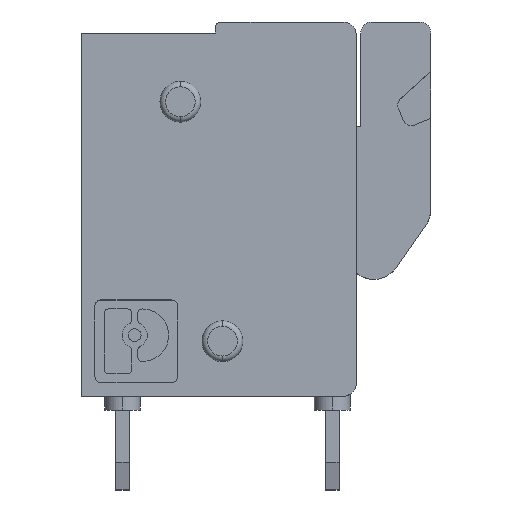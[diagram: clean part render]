
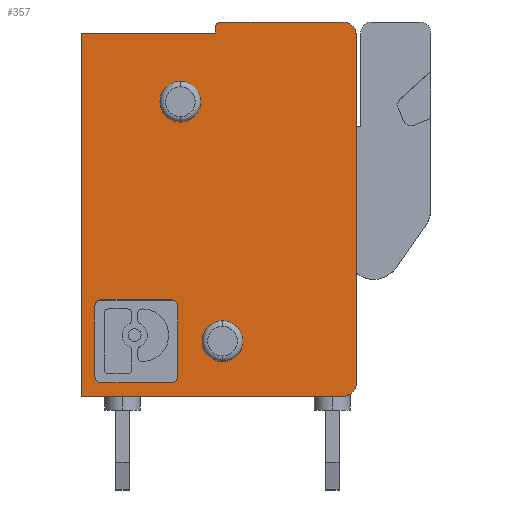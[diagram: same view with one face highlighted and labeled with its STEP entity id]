
A CAD part, top view. The second image highlights one B-rep face of the part: STEP entity #357.
In plain terms, the highlighted planar face has unit normal (0, 0, 1).
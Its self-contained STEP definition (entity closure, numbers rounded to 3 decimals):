
#357=ADVANCED_FACE('',(#746,#747,#748,#749),#750,.T.);
#746=FACE_OUTER_BOUND('',#1163,.T.);
#747=FACE_BOUND('',#1164,.T.);
#748=FACE_BOUND('',#1165,.T.);
#749=FACE_BOUND('',#1166,.T.);
#750=PLANE('',#1167);
#1163=EDGE_LOOP('',(#2159,#2160,#2161,#2162,#2163,#2164,#2165,#2166,#2167));
#1164=EDGE_LOOP('',(#2168,#2169));
#1165=EDGE_LOOP('',(#2170,#2171));
#1166=EDGE_LOOP('',(#2172,#2173,#2174,#2175,#2176,#2177,#2178,#2179));
#1167=AXIS2_PLACEMENT_3D('',#2180,#2181,#2182);
#2159=ORIENTED_EDGE('',*,*,#2874,.F.);
#2160=ORIENTED_EDGE('',*,*,#2554,.F.);
#2161=ORIENTED_EDGE('',*,*,#2499,.F.);
#2162=ORIENTED_EDGE('',*,*,#2595,.T.);
#2163=ORIENTED_EDGE('',*,*,#2762,.T.);
#2164=ORIENTED_EDGE('',*,*,#2739,.T.);
#2165=ORIENTED_EDGE('',*,*,#2803,.T.);
#2166=ORIENTED_EDGE('',*,*,#2534,.T.);
#2167=ORIENTED_EDGE('',*,*,#2875,.T.);
#2168=ORIENTED_EDGE('',*,*,#2876,.F.);
#2169=ORIENTED_EDGE('',*,*,#2849,.F.);
#2170=ORIENTED_EDGE('',*,*,#2745,.F.);
#2171=ORIENTED_EDGE('',*,*,#2716,.F.);
#2172=ORIENTED_EDGE('',*,*,#2517,.F.);
#2173=ORIENTED_EDGE('',*,*,#2877,.F.);
#2174=ORIENTED_EDGE('',*,*,#2768,.F.);
#2175=ORIENTED_EDGE('',*,*,#2878,.F.);
#2176=ORIENTED_EDGE('',*,*,#2497,.F.);
#2177=ORIENTED_EDGE('',*,*,#2571,.F.);
#2178=ORIENTED_EDGE('',*,*,#2772,.F.);
#2179=ORIENTED_EDGE('',*,*,#2879,.F.);
#2180=CARTESIAN_POINT('',(-24.241,-38.869,0.0));
#2181=DIRECTION('',(0.0,0.0,1.0));
#2182=DIRECTION('',(0.,-1.0,0.0));
#2497=EDGE_CURVE('',#2986,#2981,#2988,.T.);
#2499=EDGE_CURVE('',#2990,#2991,#2992,.T.);
#2517=EDGE_CURVE('',#3022,#3017,#3024,.T.);
#2534=EDGE_CURVE('',#3054,#3052,#3055,.T.);
#2554=EDGE_CURVE('',#2991,#3084,#3088,.T.);
#2571=EDGE_CURVE('',#3115,#2986,#3117,.T.);
#2595=EDGE_CURVE('',#2990,#3155,#3157,.T.);
#2716=EDGE_CURVE('',#3345,#3342,#3347,.T.);
#2739=EDGE_CURVE('',#3374,#3378,#3380,.T.);
#2745=EDGE_CURVE('',#3342,#3345,#3388,.T.);
#2762=EDGE_CURVE('',#3155,#3374,#3411,.T.);
#2768=EDGE_CURVE('',#3419,#3415,#3421,.T.);
#2772=EDGE_CURVE('',#3425,#3115,#3427,.T.);
#2803=EDGE_CURVE('',#3378,#3054,#3466,.T.);
#2849=EDGE_CURVE('',#3521,#3523,#3524,.T.);
#2874=EDGE_CURVE('',#3084,#3553,#3554,.T.);
#2875=EDGE_CURVE('',#3052,#3553,#3555,.T.);
#2876=EDGE_CURVE('',#3523,#3521,#3556,.T.);
#2877=EDGE_CURVE('',#3415,#3022,#3557,.T.);
#2878=EDGE_CURVE('',#2981,#3419,#3558,.T.);
#2879=EDGE_CURVE('',#3017,#3425,#3559,.T.);
#2981=VERTEX_POINT('',#3816);
#2986=VERTEX_POINT('',#3822);
#2988=CIRCLE('',#3825,0.211);
#2990=VERTEX_POINT('',#3827);
#2991=VERTEX_POINT('',#3828);
#2992=LINE('',#3829,#3830);
#3017=VERTEX_POINT('',#3862);
#3022=VERTEX_POINT('',#3868);
#3024=CIRCLE('',#3871,0.211);
#3052=VERTEX_POINT('',#3906);
#3054=VERTEX_POINT('',#3909);
#3055=LINE('',#3910,#3911);
#3084=VERTEX_POINT('',#3943);
#3088=LINE('',#3949,#3950);
#3115=VERTEX_POINT('',#3987);
#3117=LINE('',#3990,#3991);
#3155=VERTEX_POINT('',#4040);
#3157=LINE('',#4043,#4044);
#3342=VERTEX_POINT('',#4288);
#3345=VERTEX_POINT('',#4292);
#3347=CIRCLE('',#4295,0.74);
#3374=VERTEX_POINT('',#4328);
#3378=VERTEX_POINT('',#4334);
#3380=LINE('',#4337,#4338);
#3388=CIRCLE('',#4349,0.74);
#3411=CIRCLE('',#4377,0.5);
#3415=VERTEX_POINT('',#4465);
#3419=VERTEX_POINT('',#4470);
#3421=CIRCLE('',#4473,0.211);
#3425=VERTEX_POINT('',#4477);
#3427=CIRCLE('',#4480,0.211);
#3466=CIRCLE('',#4615,0.5);
#3521=VERTEX_POINT('',#4689);
#3523=VERTEX_POINT('',#4692);
#3524=CIRCLE('',#4693,0.74);
#3553=VERTEX_POINT('',#4733);
#3554=LINE('',#4734,#4735);
#3555=CIRCLE('',#4736,0.2);
#3556=CIRCLE('',#4737,0.74);
#3557=LINE('',#4738,#4739);
#3558=LINE('',#4740,#4741);
#3559=LINE('',#4742,#4743);
#3816=CARTESIAN_POINT('',(2.789,2.789,0.0));
#3822=CARTESIAN_POINT('',(3.0,2.578,0.0));
#3825=AXIS2_PLACEMENT_3D('',#4858,#4859,#4860);
#3827=CARTESIAN_POINT('',(-0.5,-0.711,0.0));
#3828=CARTESIAN_POINT('',(-0.5,12.489,0.0));
#3829=CARTESIAN_POINT('',(-0.5,-38.869,0.0));
#3830=VECTOR('',#4861,1.0);
#3862=CARTESIAN_POINT('',(0.211,-0.211,0.0));
#3868=CARTESIAN_POINT('',(0.,0.0,0.0));
#3871=AXIS2_PLACEMENT_3D('',#4886,#4887,#4888);
#3906=CARTESIAN_POINT('',(4.57,12.889,0.0));
#3909=CARTESIAN_POINT('',(9.,12.889,0.0));
#3910=CARTESIAN_POINT('',(-24.241,12.889,0.0));
#3911=VECTOR('',#4912,1.0);
#3943=CARTESIAN_POINT('',(4.37,12.489,0.0));
#3949=CARTESIAN_POINT('',(-24.241,12.489,0.0));
#3950=VECTOR('',#4951,1.0);
#3987=CARTESIAN_POINT('',(3.,0.0,0.0));
#3990=CARTESIAN_POINT('',(3.0,10.438,0.0));
#3991=VECTOR('',#4969,1.0);
#4040=CARTESIAN_POINT('',(9.,-0.711,0.0));
#4043=CARTESIAN_POINT('',(-24.241,-0.711,0.0));
#4044=VECTOR('',#5000,1.0);
#4288=CARTESIAN_POINT('',(3.1,9.249,0.0));
#4292=CARTESIAN_POINT('',(3.1,10.729,0.0));
#4295=AXIS2_PLACEMENT_3D('',#5155,#5156,#5157);
#4328=CARTESIAN_POINT('',(9.5,-0.211,0.0));
#4334=CARTESIAN_POINT('',(9.5,12.389,0.0));
#4337=CARTESIAN_POINT('',(9.5,-38.869,0.0));
#4338=VECTOR('',#5188,1.0);
#4349=AXIS2_PLACEMENT_3D('',#5192,#5193,#5194);
#4377=AXIS2_PLACEMENT_3D('',#5218,#5219,#5220);
#4465=CARTESIAN_POINT('',(0.,2.578,0.0));
#4470=CARTESIAN_POINT('',(0.211,2.789,0.0));
#4473=AXIS2_PLACEMENT_3D('',#5226,#5227,#5228);
#4477=CARTESIAN_POINT('',(2.789,-0.211,0.0));
#4480=AXIS2_PLACEMENT_3D('',#5233,#5234,#5235);
#4615=AXIS2_PLACEMENT_3D('',#5278,#5279,#5280);
#4689=CARTESIAN_POINT('',(4.63,2.029,0.0));
#4692=CARTESIAN_POINT('',(4.63,0.549,0.0));
#4693=AXIS2_PLACEMENT_3D('',#5331,#5332,#5333);
#4733=CARTESIAN_POINT('',(4.37,12.689,0.0));
#4734=CARTESIAN_POINT('',(4.37,-38.869,0.0));
#4735=VECTOR('',#5354,1.0);
#4736=AXIS2_PLACEMENT_3D('',#5355,#5356,#5357);
#4737=AXIS2_PLACEMENT_3D('',#5358,#5359,#5360);
#4738=CARTESIAN_POINT('',(0.,10.438,0.0));
#4739=VECTOR('',#5361,1.0);
#4740=CARTESIAN_POINT('',(5.461,2.789,0.0));
#4741=VECTOR('',#5362,1.0);
#4742=CARTESIAN_POINT('',(5.461,-0.211,0.0));
#4743=VECTOR('',#5363,1.0);
#4858=CARTESIAN_POINT('',(2.789,2.578,0.0));
#4859=DIRECTION('',(0.0,-0.0,1.0));
#4860=DIRECTION('',(1.0,0.,0.0));
#4861=DIRECTION('',(0.,1.0,0.0));
#4886=CARTESIAN_POINT('',(0.211,0.0,0.0));
#4887=DIRECTION('',(0.0,-0.0,1.0));
#4888=DIRECTION('',(1.0,0.,0.0));
#4912=DIRECTION('',(-1.0,0.,0.0));
#4951=DIRECTION('',(1.0,0.,0.0));
#4969=DIRECTION('',(0.,1.0,0.0));
#5000=DIRECTION('',(1.0,0.,0.0));
#5155=CARTESIAN_POINT('',(3.1,9.989,0.0));
#5156=DIRECTION('',(0.0,0.0,1.0));
#5157=DIRECTION('',(0.,1.0,0.0));
#5188=DIRECTION('',(0.,1.0,0.0));
#5192=CARTESIAN_POINT('',(3.1,9.989,0.0));
#5193=DIRECTION('',(0.0,0.0,1.0));
#5194=DIRECTION('',(0.,1.0,0.0));
#5218=CARTESIAN_POINT('',(9.,-0.211,0.0));
#5219=DIRECTION('',(0.0,0.0,1.0));
#5220=DIRECTION('',(0.,-1.0,0.0));
#5226=CARTESIAN_POINT('',(0.211,2.578,0.0));
#5227=DIRECTION('',(0.0,-0.0,1.0));
#5228=DIRECTION('',(1.0,0.,0.0));
#5233=CARTESIAN_POINT('',(2.789,0.0,0.0));
#5234=DIRECTION('',(0.0,-0.0,1.0));
#5235=DIRECTION('',(1.0,0.,0.0));
#5278=CARTESIAN_POINT('',(9.,12.389,0.0));
#5279=DIRECTION('',(0.0,0.0,1.0));
#5280=DIRECTION('',(0.,-1.0,0.0));
#5331=CARTESIAN_POINT('',(4.63,1.289,0.0));
#5332=DIRECTION('',(0.0,0.0,1.0));
#5333=DIRECTION('',(0.,1.0,0.0));
#5354=DIRECTION('',(0.,1.0,0.0));
#5355=CARTESIAN_POINT('',(4.57,12.689,0.0));
#5356=DIRECTION('',(0.0,0.0,1.0));
#5357=DIRECTION('',(0.,-1.0,0.0));
#5358=CARTESIAN_POINT('',(4.63,1.289,0.0));
#5359=DIRECTION('',(0.0,0.0,1.0));
#5360=DIRECTION('',(0.,1.0,0.0));
#5361=DIRECTION('',(0.,-1.0,0.0));
#5362=DIRECTION('',(-1.0,0.,0.0));
#5363=DIRECTION('',(1.0,0.,0.0));
